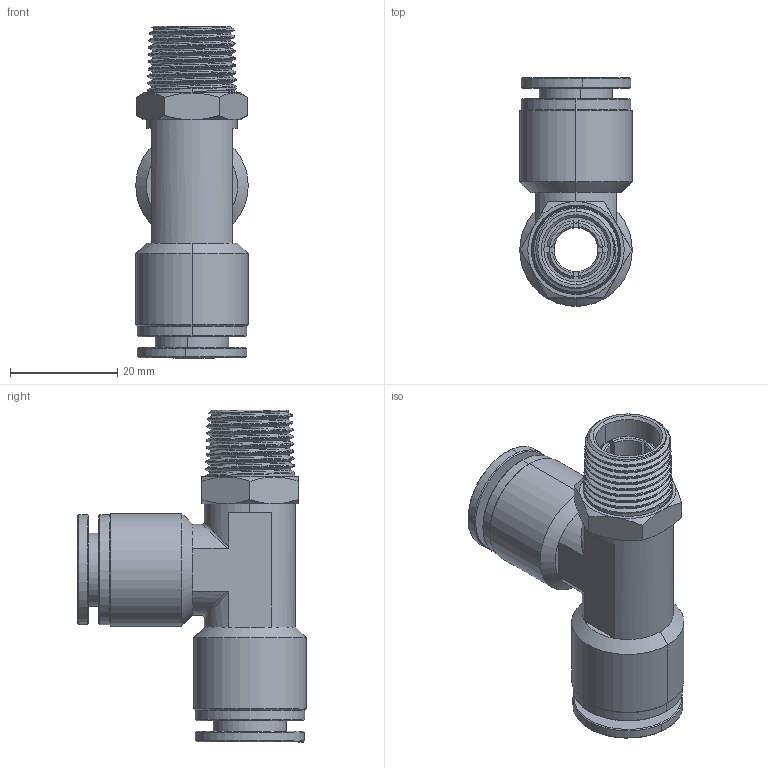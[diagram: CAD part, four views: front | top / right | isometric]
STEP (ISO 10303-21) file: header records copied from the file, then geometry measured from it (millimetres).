
FILE_DESCRIPTION (( 'STEP AP214' ), '1' );
FILE_NAME ('RTS12R3-8W.STEP', '2018-07-26T16:57:24', ( '' ), ( '' ), 'SwSTEP 2.0', 'SolidWorks 2016', '' );
FILE_SCHEMA (( 'AUTOMOTIVE_DESIGN' ));
Length unit declared in the file: millimetre
Products named in the file (1): RTS12R3-8W
Bounding box: 21 x 42.63 x 61.94 mm (x, y, z)
Volume: 13372 mm3; surface area: 17680.6 mm2
Topology: 12 solids, 12 shells, 983 faces, 2688 edges, 1743 vertices
Faces by surface type: plane 348, cone 311, cylinder 160, bspline 160, torus 4
Entity records: 51194 total; most frequent: CARTESIAN_POINT 17392, ORIENTED_EDGE 5376, DIRECTION 4074, EDGE_CURVE 2688, VERTEX_POINT 1743, AXIS2_PLACEMENT_3D 1658, B_SPLINE_CURVE_WITH_KNOTS 1060, EDGE_LOOP 1023
